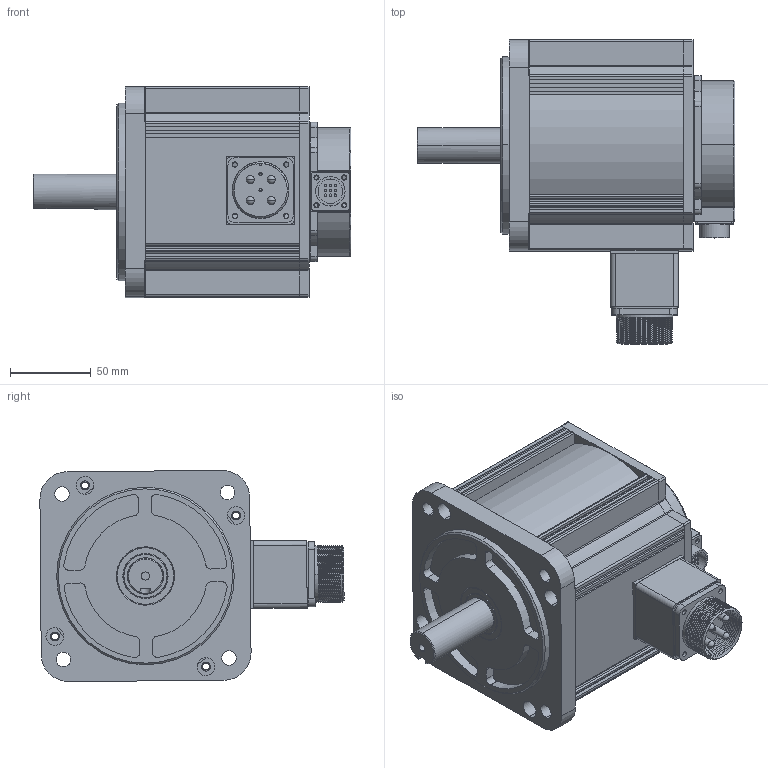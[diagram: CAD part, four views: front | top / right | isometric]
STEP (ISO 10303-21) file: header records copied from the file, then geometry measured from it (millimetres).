
FILE_DESCRIPTION (( 'STEP AP203' ), '1' );
FILE_NAME ('MF3S-130-515棠晤蚾饜极.STEP', '2021-09-17T07:06:48', ( '' ), ( '' ), 'SwSTEP 2.0', 'SolidWorks 2016', '' );
FILE_SCHEMA (( 'CONFIG_CONTROL_DESIGN' ));
Length unit declared in the file: millimetre
Products named in the file (1): MF3S-130-515棠晤蚾饜极
Bounding box: 197 x 188.42 x 130.78 mm (x, y, z)
Surface area: 156277.9 mm2 (no closed solid volume)
Topology: 0 solids, 13 shells, 526 faces, 1621 edges, 1100 vertices
Faces by surface type: cylinder 265, plane 211, bspline 16, torus 13, sphere 12, cone 9
Entity records: 24428 total; most frequent: CARTESIAN_POINT 10112, DIRECTION 3055, ORIENTED_EDGE 2767, EDGE_CURVE 1597, AXIS2_PLACEMENT_3D 1122, VERTEX_POINT 1088, LINE 811, VECTOR 811
